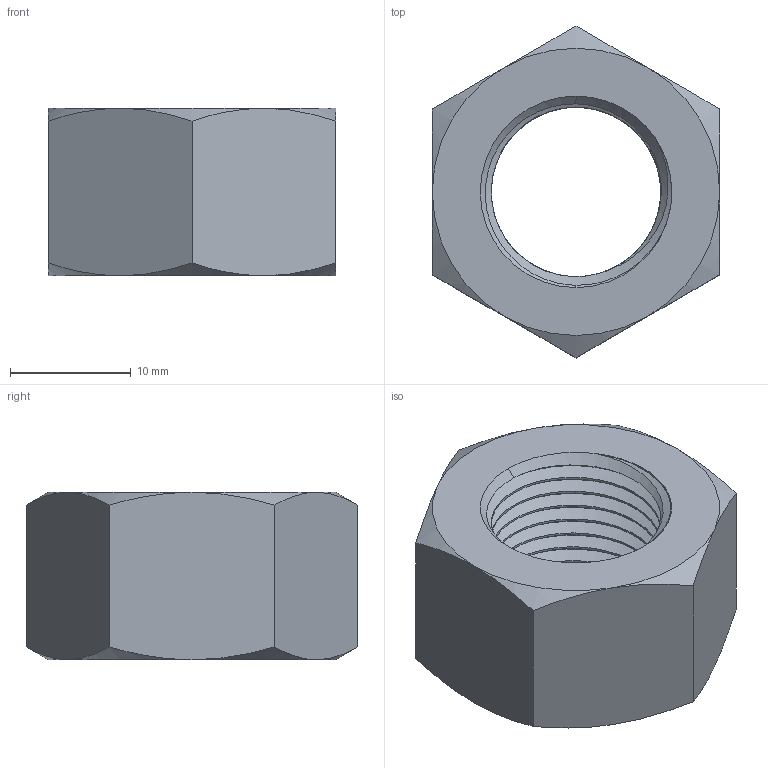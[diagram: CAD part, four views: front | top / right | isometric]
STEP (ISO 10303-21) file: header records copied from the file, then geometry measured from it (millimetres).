
FILE_DESCRIPTION (( 'STEP AP203' ), '1' );
FILE_NAME ('95479A127_Medium-Strength Steel Hex Nut.STEP', '2021-09-08T11:05:08', ( 'Administrator' ), ( 'Managed by Terraform' ), 'SwSTEP 2.0', 'SolidWorks 2017', '' );
FILE_SCHEMA (( 'CONFIG_CONTROL_DESIGN' ));
Length unit declared in the file: inch
Products named in the file (1): 95479A127_Medium-Strength Steel Hex Nut
Bounding box: 23.81 x 27.5 x 13.89 mm (x, y, z)
Volume: 4330.7 mm3; surface area: 2817.7 mm2
Topology: 1 solids, 1 shells, 50 faces, 128 edges, 80 vertices
Faces by surface type: cylinder 21, cone 18, plane 8, bspline 3
Entity records: 3472 total; most frequent: CARTESIAN_POINT 2375, ORIENTED_EDGE 256, DIRECTION 166, EDGE_CURVE 128, VERTEX_POINT 80, AXIS2_PLACEMENT_3D 68, EDGE_LOOP 52, ADVANCED_FACE 50
